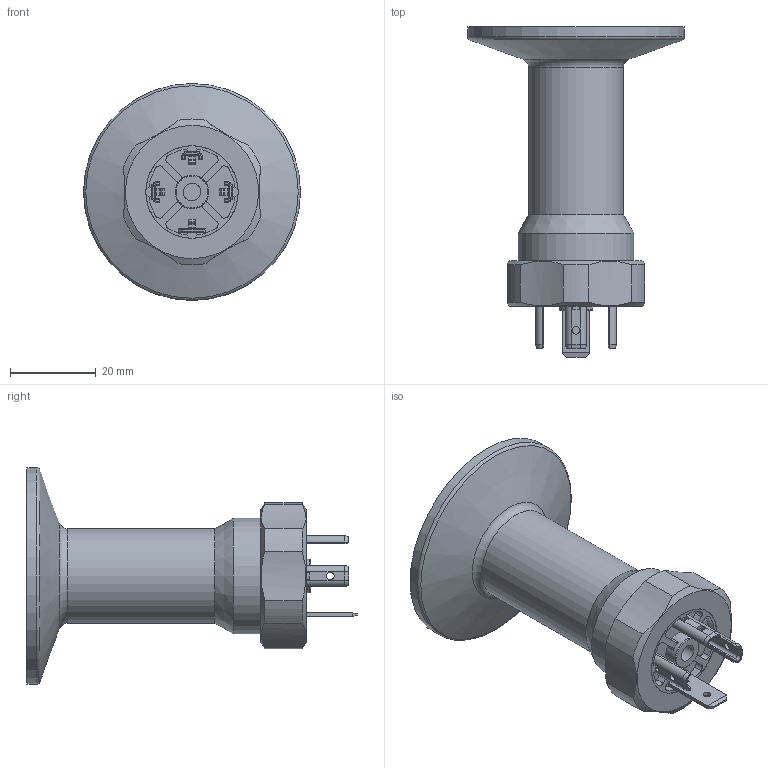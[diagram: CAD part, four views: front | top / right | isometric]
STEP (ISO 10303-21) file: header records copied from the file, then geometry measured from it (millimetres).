
FILE_DESCRIPTION( ( 'Unknown' ), '1' );
FILE_NAME( 'PBMH_xxxxxxxx4451xxx.stp', 'Unknown', ( 'Unknown' ), ( 'Unknown' ), 'PSStep 14.0', 'Unknown', ' ' );
FILE_SCHEMA( ( 'AUTOMOTIVE_DESIGN { 1 0 10303 214 1 1 1 1 }' ) );
Length unit declared in the file: millimetre
Products named in the file (1): 11090714
Bounding box: 50.5 x 76.9 x 50.5 mm (x, y, z)
Volume: 38739.1 mm3; surface area: 10927.1 mm2
Topology: 1 solids, 1 shells, 272 faces, 829 edges, 553 vertices
Faces by surface type: plane 162, cylinder 80, cone 18, torus 6, bspline 6
Full cylindrical faces by diameter (mm): 1.8 x4, 4.1 x1, 7.8 x1, 21.5 x1, 22 x1, 27 x1, 50.5 x1
Entity records: 12839 total; most frequent: CARTESIAN_POINT 3856, ORIENTED_EDGE 1600, DIRECTION 1098, EDGE_CURVE 800, VERTEX_POINT 546, LINE 484, VECTOR 484, AXIS2_PLACEMENT_3D 307
